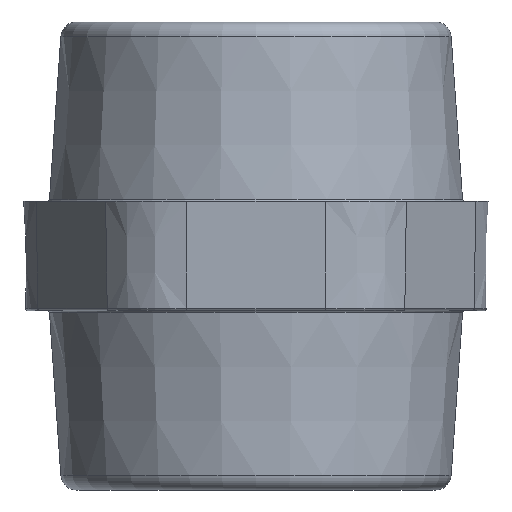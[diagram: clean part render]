
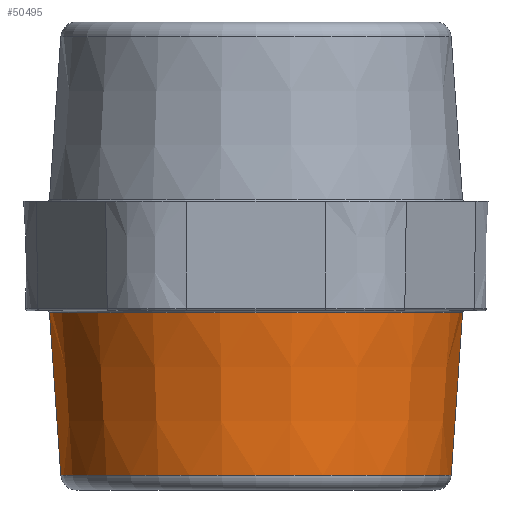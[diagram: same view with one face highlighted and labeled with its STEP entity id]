
A CAD part, front view. The second image highlights one B-rep face of the part: STEP entity #50495.
In plain terms, the highlighted conical face has half-angle 4 degrees and reference radius 25.751 mm.
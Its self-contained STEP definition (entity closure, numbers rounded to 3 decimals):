
#1782 = CARTESIAN_POINT ( 'NONE',  ( 25.022, 0., -21.14 ) ) ;
#2646 = CARTESIAN_POINT ( 'NONE',  ( -26.48, 0., -0.279 ) ) ;
#3966 = VECTOR ( 'NONE', #43455, 1000. ) ;
#4275 = AXIS2_PLACEMENT_3D ( 'NONE', #50921, #59877, #55879 ) ;
#5173 = ORIENTED_EDGE ( 'NONE', *, *, #61024, .T. ) ;
#8412 = EDGE_CURVE ( 'NONE', #40900, #57721, #32316, .T. ) ;
#9130 = ORIENTED_EDGE ( 'NONE', *, *, #28844, .T. ) ;
#12583 = EDGE_CURVE ( 'NONE', #57231, #35924, #14631, .T. ) ;
#13678 = CONICAL_SURFACE ( 'NONE', #62253, 25.751, 0.07 ) ;
#14631 = LINE ( 'NONE', #28233, #3966 ) ;
#14857 = FACE_OUTER_BOUND ( 'NONE', #40654, .T. ) ;
#16896 = VECTOR ( 'NONE', #47545, 1000. ) ;
#19825 = DIRECTION ( 'NONE',  ( 0., 0., 1. ) ) ;
#27613 = CARTESIAN_POINT ( 'NONE',  ( -25.022, 0., -21.14 ) ) ;
#28233 = CARTESIAN_POINT ( 'NONE',  ( -25.022, 0., -21.14 ) ) ;
#28844 = EDGE_CURVE ( 'NONE', #57231, #40900, #34336, .T. ) ;
#30654 = DIRECTION ( 'NONE',  ( 0., 0., 1. ) ) ;
#32316 = LINE ( 'NONE', #48177, #16896 ) ;
#34336 = CIRCLE ( 'NONE', #63856, 25.022 ) ;
#35924 = VERTEX_POINT ( 'NONE', #2646 ) ;
#40347 = DIRECTION ( 'NONE',  ( -1., 0., 0. ) ) ;
#40654 = EDGE_LOOP ( 'NONE', ( #47016, #9130, #41567, #5173 ) ) ;
#40900 = VERTEX_POINT ( 'NONE', #1782 ) ;
#41008 = CARTESIAN_POINT ( 'NONE',  ( 0., 0., -10.709 ) ) ;
#41567 = ORIENTED_EDGE ( 'NONE', *, *, #8412, .T. ) ;
#43455 = DIRECTION ( 'NONE',  ( -0.07, 0., 0.998 ) ) ;
#45015 = CARTESIAN_POINT ( 'NONE',  ( 26.48, 0., -0.279 ) ) ;
#47016 = ORIENTED_EDGE ( 'NONE', *, *, #12583, .F. ) ;
#47545 = DIRECTION ( 'NONE',  ( 0.07, 0., 0.998 ) ) ;
#48177 = CARTESIAN_POINT ( 'NONE',  ( 25.022, 0., -21.14 ) ) ;
#49683 = CIRCLE ( 'NONE', #4275, 26.48 ) ;
#50495 = ADVANCED_FACE ( 'NONE', ( #14857 ), #13678, .T. ) ;
#50810 = DIRECTION ( 'NONE',  ( -1., 0., 0. ) ) ;
#50921 = CARTESIAN_POINT ( 'NONE',  ( 0., 0., -0.279 ) ) ;
#55879 = DIRECTION ( 'NONE',  ( 1., 0., 0. ) ) ;
#57231 = VERTEX_POINT ( 'NONE', #27613 ) ;
#57721 = VERTEX_POINT ( 'NONE', #45015 ) ;
#59877 = DIRECTION ( 'NONE',  ( 0., 0., -1. ) ) ;
#60727 = CARTESIAN_POINT ( 'NONE',  ( 0., 0., -21.14 ) ) ;
#61024 = EDGE_CURVE ( 'NONE', #57721, #35924, #49683, .T. ) ;
#62253 = AXIS2_PLACEMENT_3D ( 'NONE', #41008, #19825, #40347 ) ;
#63856 = AXIS2_PLACEMENT_3D ( 'NONE', #60727, #30654, #50810 ) ;
